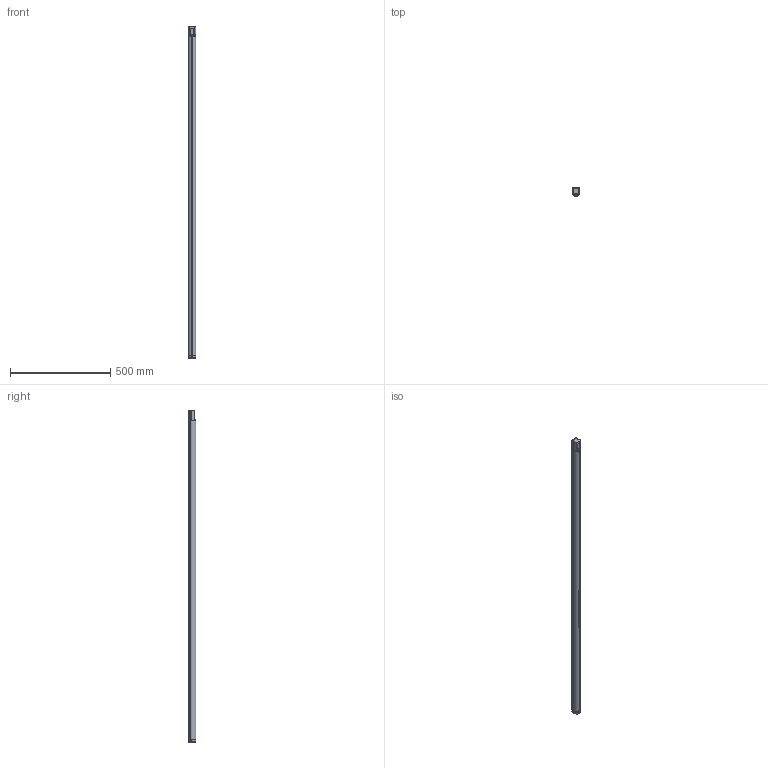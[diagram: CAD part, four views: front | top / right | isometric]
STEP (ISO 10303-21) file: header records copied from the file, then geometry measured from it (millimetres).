
FILE_DESCRIPTION((''),'2;1');
FILE_NAME('231363_SM01_ASM','2025-04-04T12:54:27',('banengservice'),('BANNER ENGINEERING'),'CREO PARAMETRIC BY PTC INC, 2022414','CREO PARAMETRIC BY PTC INC, 2022414','');
FILE_SCHEMA(('CONFIG_CONTROL_DESIGN'));
Length unit declared in the file: millimetre
Products named in the file (2): 231363_EP01; 231363_SM01_ASM
Assembly tree (1 placements, depth 2):
  231363_SM01_ASM
    231363_EP01
Bounding box: 38 x 39.59 x 1652.53 mm (x, y, z)
Volume: 1865611.7 mm3; surface area: 411273.7 mm2
Topology: 1 solids, 1 shells, 1934 faces, 6761 edges, 4422 vertices
Faces by surface type: cylinder 826, plane 778, bspline 162, cone 126, torus 38, extrusion 4
Entity records: 211189 total; most frequent: CARTESIAN_POINT 157217, ORIENTED_EDGE 13510, DIRECTION 8729, EDGE_CURVE 6755, VERTEX_POINT 4422, VECTOR 3193, LINE 3189, AXIS2_PLACEMENT_3D 2768
